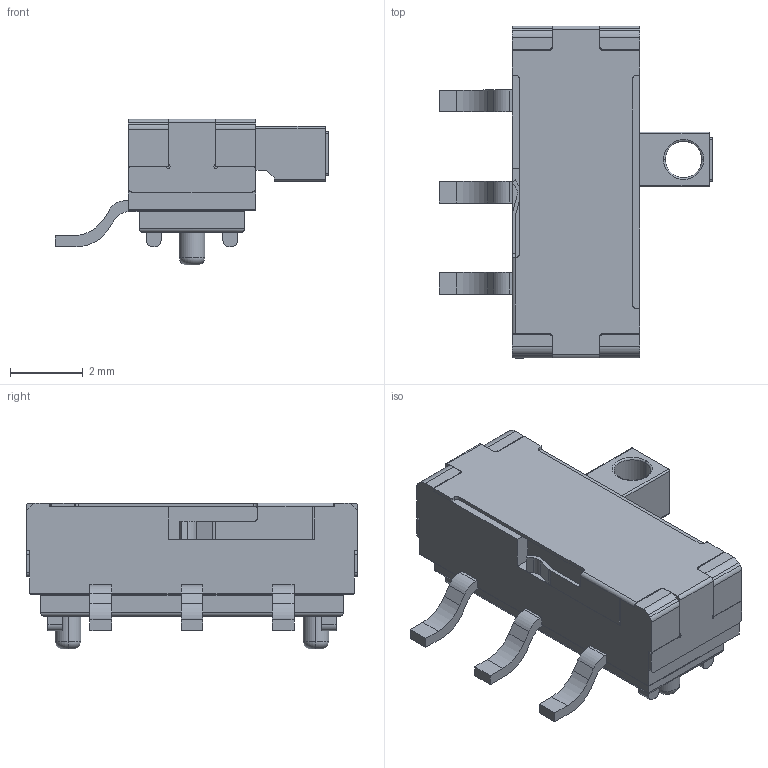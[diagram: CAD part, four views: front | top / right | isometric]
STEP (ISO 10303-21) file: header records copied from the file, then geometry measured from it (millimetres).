
FILE_DESCRIPTION (( 'STEP AP214' ), '1' );
FILE_NAME ('SW-SMD_K3-1280S-K1.step', '2022-08-10T11:45:40', ( '' ), ( '' ), 'SwSTEP 2.0', 'SolidWorks 2020', '' );
FILE_SCHEMA (( 'AUTOMOTIVE_DESIGN' ));
Length unit declared in the file: millimetre
Products named in the file (3): 褲极; 翋极; SW-SMD_K3-1280S-K1
Assembly tree (2 placements, depth 2):
  SW-SMD_K3-1280S-K1
    翋极
    褲极
Bounding box: 7.5 x 9.1 x 4 mm (x, y, z)
Volume: 97.2 mm3; surface area: 257.3 mm2
Topology: 6 solids, 6 shells, 533 faces, 1445 edges, 956 vertices
Faces by surface type: plane 316, cylinder 111, bspline 98, torus 8
Entity records: 23241 total; most frequent: CARTESIAN_POINT 4302, ORIENTED_EDGE 2890, DIRECTION 2326, EDGE_CURVE 1445, VECTOR 1018, LINE 1018, VERTEX_POINT 956, AXIS2_PLACEMENT_3D 654
